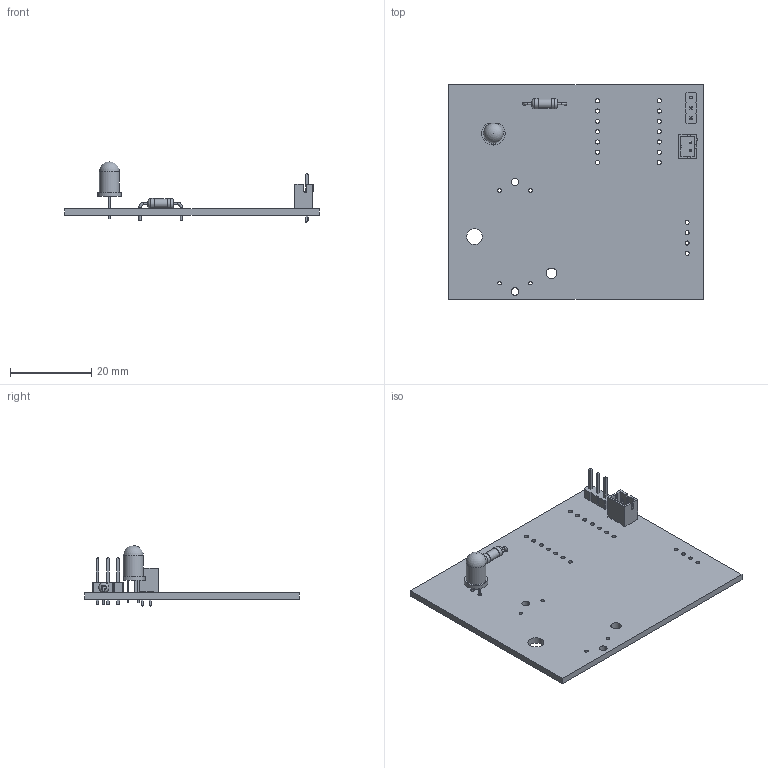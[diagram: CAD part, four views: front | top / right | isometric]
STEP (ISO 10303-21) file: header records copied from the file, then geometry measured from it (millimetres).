
FILE_DESCRIPTION(('KiCad electronic assembly'),'2;1');
FILE_NAME('Lab3v2.step','2025-03-04T16:45:10',('Pcbnew'),('Kicad'), 'Open CASCADE STEP processor 7.8','KiCad to STEP converter','Unknown' );
FILE_SCHEMA(('AUTOMOTIVE_DESIGN { 1 0 10303 214 1 1 1 1 }'));
Length unit declared in the file: millimetre
Products named in the file (10): Lab3v2 1; LED_D5.0mm; R_Axial_DIN0207_L6.3mm_D2.5mm_P10.16mm_Horizontal; R_Axial_DIN0207_L63mm_D25mm_P1016mm_Horizontal; PinHeader_1x03_P2.54mm_Vertical; PinHeader_1x03_P254mm_Vertical; JST_PH_B2B-PH-K_1x02_P2.00mm_Vertical; JST_B2B_PH_K; Lab3v2_PCB
Assembly tree (9 placements, depth 3):
  Lab3v2 1
    LED_D5.0mm
      LED_D5.0mm
    R_Axial_DIN0207_L6.3mm_D2.5mm_P10.16mm_Horizontal
      R_Axial_DIN0207_L63mm_D25mm_P1016mm_Horizontal
    PinHeader_1x03_P2.54mm_Vertical
      PinHeader_1x03_P254mm_Vertical
    JST_PH_B2B-PH-K_1x02_P2.00mm_Vertical
      JST_B2B_PH_K
    Lab3v2_PCB
Bounding box: 62.75 x 53 x 15 mm (x, y, z)
Volume: 5578.5 mm3; surface area: 7821.1 mm2
Topology: 5 solids, 5 shells, 243 faces, 615 edges, 397 vertices
Faces by surface type: plane 192, cylinder 46, torus 4, sphere 1
Full cylindrical faces by diameter (mm): 0.6 x4, 0.75 x2, 0.8 x2, 0.85 x4, 0.9 x2, 1 x7, 1.016 x14, 1.9 x2, 2.25 x1, 2.5 x2, 2.6 x1, 3.9 x1, 4.9 x1
Entity records: 8937 total; most frequent: CARTESIAN_POINT 1264, ORIENTED_EDGE 1228, DIRECTION 1219, EDGE_CURVE 614, LINE 515, VECTOR 515, VERTEX_POINT 397, AXIS2_PLACEMENT_3D 352
